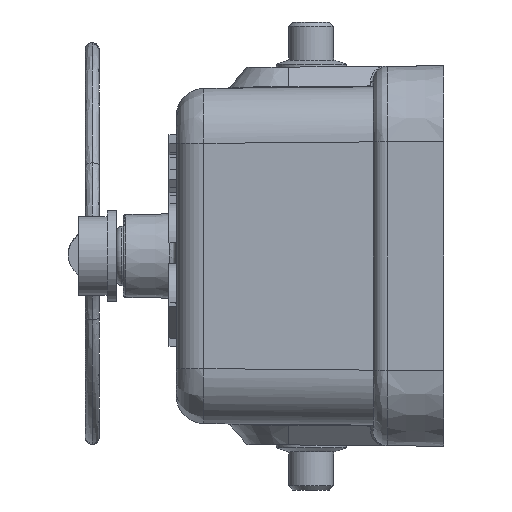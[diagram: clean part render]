
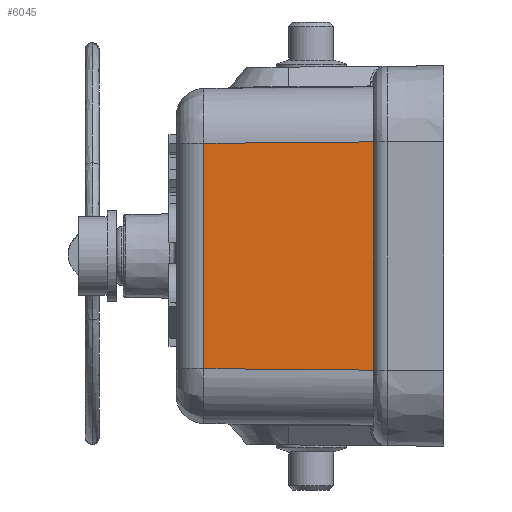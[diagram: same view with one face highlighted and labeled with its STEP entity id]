
A CAD part, left-side view. The second image highlights one B-rep face of the part: STEP entity #6045.
In plain terms, the highlighted planar face has unit normal (-1, 0.009, 0).
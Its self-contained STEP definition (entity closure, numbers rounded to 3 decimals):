
#703=CARTESIAN_POINT('',(-12.,0.,-8.1));
#711=DIRECTION('',(0.,0.,-1.));
#712=VECTOR('',#711,16.2);
#713=CARTESIAN_POINT('',(-12.,0.,
8.1));
#714=LINE('',#713,#712);
#985=CARTESIAN_POINT('',(-11.895,12.017,7.995));
#987=DIRECTION('',(0.009,1.,-0.009));
#988=VECTOR('',#987,12.018);
#989=CARTESIAN_POINT('',(-12.,0.,
8.1));
#990=LINE('',#989,#988);
#991=DIRECTION('',(-0.009,-1.,-0.009));
#992=VECTOR('',#991,12.018);
#993=CARTESIAN_POINT('',(-11.895,12.017,-7.995));
#994=LINE('',#993,#992);
#1121=DIRECTION('',(0.,0.,1.));
#1122=VECTOR('',#1121,15.99);
#1123=CARTESIAN_POINT('',(-11.895,12.017,
-7.995));
#1124=LINE('',#1123,#1122);
#3859=VERTEX_POINT('',#703);
#3863=CARTESIAN_POINT('',(-11.895,12.017,
-7.995));
#3864=VERTEX_POINT('',#3863);
#3878=VERTEX_POINT('',#985);
#3907=CARTESIAN_POINT('',(-12.,0.,
8.1));
#3908=VERTEX_POINT('',#3907);
#6032=CARTESIAN_POINT('',(-12.,0.,-13.448));
#6033=DIRECTION('',(-1.,0.009,0.));
#6034=DIRECTION('',(-0.009,-1.,0.));
#6035=AXIS2_PLACEMENT_3D('',#6032,#6033,#6034);
#6036=PLANE('',#6035);
#6037=ORIENTED_EDGE('',*,*,#6025,.F.);
#6038=ORIENTED_EDGE('',*,*,#5675,.T.);
#6040=ORIENTED_EDGE('',*,*,#6039,.F.);
#6042=ORIENTED_EDGE('',*,*,#6041,.T.);
#6043=EDGE_LOOP('',(#6037,#6038,#6040,#6042));
#6044=FACE_OUTER_BOUND('',#6043,.F.);
#6045=ADVANCED_FACE('',(#6044),#6036,.T.);
#5675=EDGE_CURVE('',#3908,#3859,#714,.T.);
#6025=EDGE_CURVE('',#3908,#3878,#990,.T.);
#6039=EDGE_CURVE('',#3864,#3859,#994,.T.);
#6041=EDGE_CURVE('',#3864,#3878,#1124,.T.);
